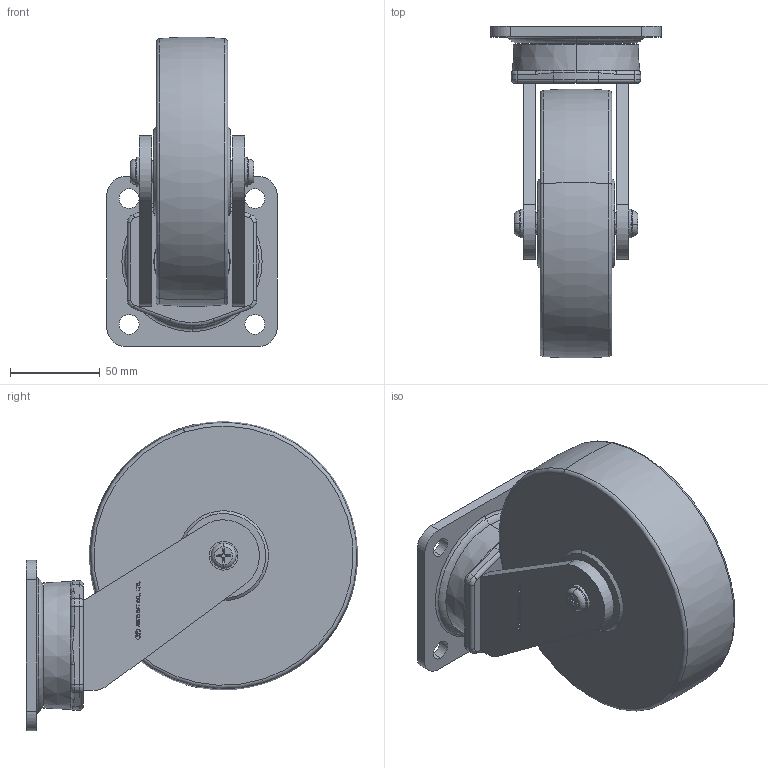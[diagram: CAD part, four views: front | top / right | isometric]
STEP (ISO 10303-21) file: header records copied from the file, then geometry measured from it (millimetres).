
FILE_DESCRIPTION (( 'STEP AP203' ), '1' );
FILE_NAME ('ACMM-150SF.STEP', '2015-09-11T06:46:09', ( 'WON SINCHUL' ), ( 'Hewlett-Packard Company' ), 'SwSTEP 2.0', 'SolidWorks 2015', '' );
FILE_SCHEMA (( 'CONFIG_CONTROL_DESIGN' ));
Length unit declared in the file: millimetre
Products named in the file (1): ACMM-150SF
Bounding box: 95 x 184.9 x 172.4 mm (x, y, z)
Volume: 876184.6 mm3; surface area: 134155.5 mm2
Topology: 12 solids, 12 shells, 1314 faces, 3480 edges, 2284 vertices
Faces by surface type: plane 599, bspline 450, cylinder 157, torus 60, cone 24, sphere 24
Entity records: 53465 total; most frequent: CARTESIAN_POINT 24179, ORIENTED_EDGE 6956, DIRECTION 4514, EDGE_CURVE 3478, VERTEX_POINT 2284, VECTOR 1566, LINE 1566, AXIS2_PLACEMENT_3D 1474
